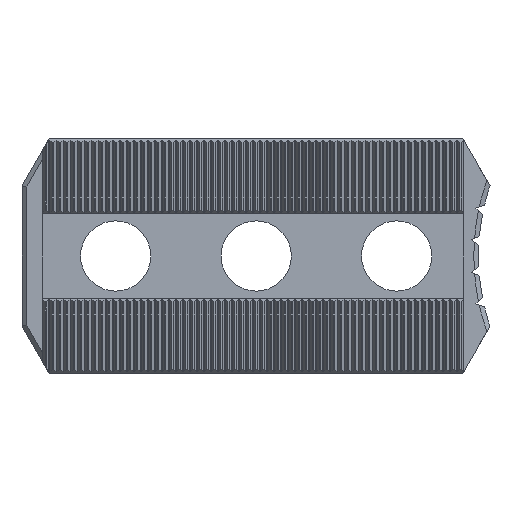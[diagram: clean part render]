
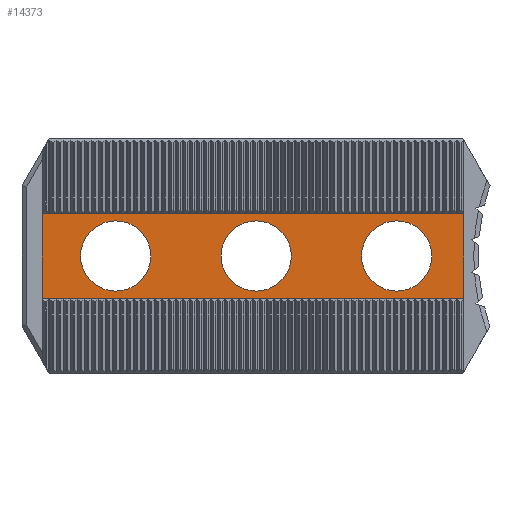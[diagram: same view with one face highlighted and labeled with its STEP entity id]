
A CAD part, left-side view. The second image highlights one B-rep face of the part: STEP entity #14373.
In plain terms, the highlighted planar face has unit normal (-1, 0, 0).
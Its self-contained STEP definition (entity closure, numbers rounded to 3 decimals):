
#28 = CARTESIAN_POINT ( 'NONE',  ( 5., -2.431, 9. ) ) ;
#481 = VERTEX_POINT ( 'NONE', #20840 ) ;
#1120 = EDGE_CURVE ( 'NONE', #23040, #19341, #17214, .T. ) ;
#1507 = CARTESIAN_POINT ( 'NONE',  ( 5., 3.15, -25. ) ) ;
#1805 = CIRCLE ( 'NONE', #23726, 7.5 ) ;
#2812 = VECTOR ( 'NONE', #22993, 1000. ) ;
#3061 = ORIENTED_EDGE ( 'NONE', *, *, #4796, .F. ) ;
#3068 = EDGE_CURVE ( 'NONE', #7414, #7414, #10351, .T. ) ;
#3666 = ORIENTED_EDGE ( 'NONE', *, *, #12585, .T. ) ;
#3732 = CARTESIAN_POINT ( 'NONE',  ( 5., 77.5, -7.5 ) ) ;
#3866 = FACE_BOUND ( 'NONE', #10915, .T. ) ;
#4431 = EDGE_CURVE ( 'NONE', #11732, #11732, #18147, .T. ) ;
#4620 = CARTESIAN_POINT ( 'NONE',  ( 5., 77.5, 0. ) ) ;
#4796 = EDGE_CURVE ( 'NONE', #22183, #481, #15252, .T. ) ;
#5338 = DIRECTION ( 'NONE',  ( 0., 0., -1. ) ) ;
#5984 = ORIENTED_EDGE ( 'NONE', *, *, #11036, .T. ) ;
#6394 = DIRECTION ( 'NONE',  ( 1., 0., 0. ) ) ;
#6768 = DIRECTION ( 'NONE',  ( 1., 0., 0. ) ) ;
#7162 = AXIS2_PLACEMENT_3D ( 'NONE', #4620, #6768, #12496 ) ;
#7407 = DIRECTION ( 'NONE',  ( 0., 0., 1. ) ) ;
#7414 = VERTEX_POINT ( 'NONE', #19254 ) ;
#7641 = CARTESIAN_POINT ( 'NONE',  ( 5., 93.15, -9. ) ) ;
#8324 = AXIS2_PLACEMENT_3D ( 'NONE', #22696, #9222, #18892 ) ;
#8944 = CARTESIAN_POINT ( 'NONE',  ( 5., 93.15, -25. ) ) ;
#9222 = DIRECTION ( 'NONE',  ( 1., 0., 0. ) ) ;
#9258 = CARTESIAN_POINT ( 'NONE',  ( 5., 3.15, 9. ) ) ;
#9408 = EDGE_LOOP ( 'NONE', ( #14298, #3061, #3666, #13767 ) ) ;
#10206 = DIRECTION ( 'NONE',  ( 1., 0., 0. ) ) ;
#10351 = CIRCLE ( 'NONE', #8324, 7.5 ) ;
#10915 = EDGE_LOOP ( 'NONE', ( #17377 ) ) ;
#11036 = EDGE_CURVE ( 'NONE', #17477, #17477, #1805, .T. ) ;
#11200 = LINE ( 'NONE', #14884, #24198 ) ;
#11546 = EDGE_LOOP ( 'NONE', ( #5984 ) ) ;
#11584 = CARTESIAN_POINT ( 'NONE',  ( 5., 93.15, 9. ) ) ;
#11623 = FACE_OUTER_BOUND ( 'NONE', #9408, .T. ) ;
#11732 = VERTEX_POINT ( 'NONE', #3732 ) ;
#11875 = DIRECTION ( 'NONE',  ( 0., 0., -1. ) ) ;
#12496 = DIRECTION ( 'NONE',  ( 0., 0., -1. ) ) ;
#12585 = EDGE_CURVE ( 'NONE', #22183, #19341, #21335, .T. ) ;
#13227 = DIRECTION ( 'NONE',  ( 0., 1., 0. ) ) ;
#13256 = VECTOR ( 'NONE', #5338, 1000. ) ;
#13444 = VECTOR ( 'NONE', #7407, 1000. ) ;
#13454 = CARTESIAN_POINT ( 'NONE',  ( 5., -2.431, 9. ) ) ;
#13767 = ORIENTED_EDGE ( 'NONE', *, *, #1120, .F. ) ;
#14298 = ORIENTED_EDGE ( 'NONE', *, *, #21754, .F. ) ;
#14373 = ADVANCED_FACE ( 'NONE', ( #25099, #17230, #3866, #11623 ), #22814, .F. ) ;
#14884 = CARTESIAN_POINT ( 'NONE',  ( 5., -2.431, -9. ) ) ;
#15252 = LINE ( 'NONE', #1507, #13256 ) ;
#15557 = CARTESIAN_POINT ( 'NONE',  ( 5., 47.5, -7.5 ) ) ;
#16306 = CARTESIAN_POINT ( 'NONE',  ( 5., 47.5, 0. ) ) ;
#17214 = LINE ( 'NONE', #8944, #13444 ) ;
#17230 = FACE_BOUND ( 'NONE', #20101, .T. ) ;
#17377 = ORIENTED_EDGE ( 'NONE', *, *, #3068, .T. ) ;
#17477 = VERTEX_POINT ( 'NONE', #15557 ) ;
#18147 = CIRCLE ( 'NONE', #7162, 7.5 ) ;
#18892 = DIRECTION ( 'NONE',  ( 0., 0., -1. ) ) ;
#19254 = CARTESIAN_POINT ( 'NONE',  ( 5., 17.5, -7.5 ) ) ;
#19341 = VERTEX_POINT ( 'NONE', #11584 ) ;
#20101 = EDGE_LOOP ( 'NONE', ( #24034 ) ) ;
#20321 = AXIS2_PLACEMENT_3D ( 'NONE', #28, #6394, #11875 ) ;
#20840 = CARTESIAN_POINT ( 'NONE',  ( 5., 3.15, -9. ) ) ;
#21335 = LINE ( 'NONE', #13454, #2812 ) ;
#21754 = EDGE_CURVE ( 'NONE', #481, #23040, #11200, .T. ) ;
#22183 = VERTEX_POINT ( 'NONE', #9258 ) ;
#22696 = CARTESIAN_POINT ( 'NONE',  ( 5., 17.5, 0. ) ) ;
#22814 = PLANE ( 'NONE',  #20321 ) ;
#22993 = DIRECTION ( 'NONE',  ( 0., 1., 0. ) ) ;
#23040 = VERTEX_POINT ( 'NONE', #7641 ) ;
#23726 = AXIS2_PLACEMENT_3D ( 'NONE', #16306, #10206, #24036 ) ;
#24034 = ORIENTED_EDGE ( 'NONE', *, *, #4431, .T. ) ;
#24036 = DIRECTION ( 'NONE',  ( 0., 0., -1. ) ) ;
#24198 = VECTOR ( 'NONE', #13227, 1000. ) ;
#25099 = FACE_BOUND ( 'NONE', #11546, .T. ) ;
